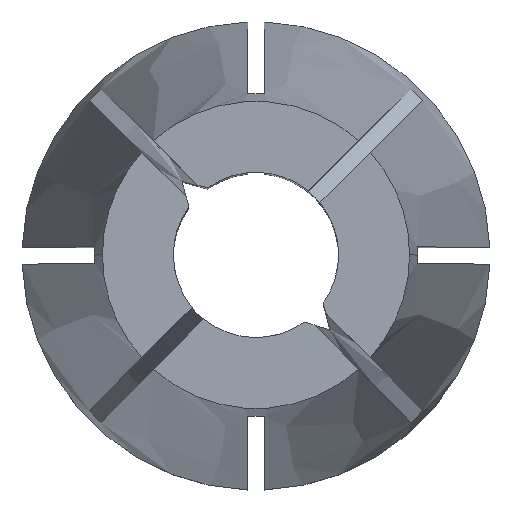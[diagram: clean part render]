
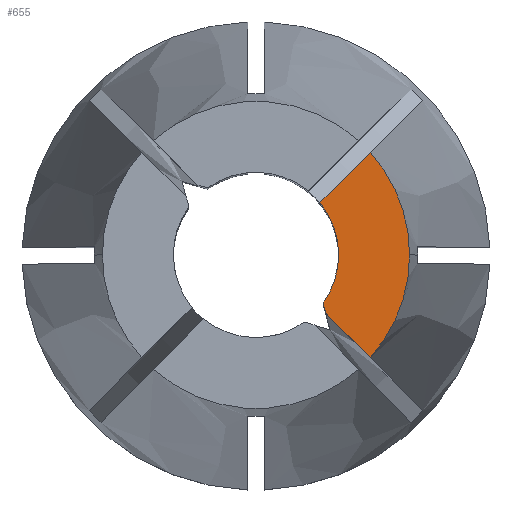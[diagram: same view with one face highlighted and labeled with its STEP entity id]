
A CAD part, top view. The second image highlights one B-rep face of the part: STEP entity #655.
In plain terms, the highlighted planar face has unit normal (0, 0, 1).
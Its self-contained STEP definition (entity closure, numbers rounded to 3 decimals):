
#30 = ORIENTED_EDGE ( 'NONE', *, *, #626, .F. ) ;
#67 = CARTESIAN_POINT ( 'NONE',  ( 4.15, 3.726, 0. ) ) ;
#81 = ORIENTED_EDGE ( 'NONE', *, *, #1039, .F. ) ;
#105 = CARTESIAN_POINT ( 'NONE',  ( 2.323, 1.899, 0. ) ) ;
#111 = EDGE_CURVE ( 'NONE', #446, #2030, #1085, .T. ) ;
#159 = AXIS2_PLACEMENT_3D ( 'NONE', #1662, #1478, #1466 ) ;
#280 = AXIS2_PLACEMENT_3D ( 'NONE', #1251, #1043, #1627 ) ;
#365 = ORIENTED_EDGE ( 'NONE', *, *, #2146, .F. ) ;
#384 = CIRCLE ( 'NONE', #1848, 5.577 ) ;
#446 = VERTEX_POINT ( 'NONE', #1635 ) ;
#449 = VECTOR ( 'NONE', #2054, 1000. ) ;
#499 = CIRCLE ( 'NONE', #2239, 3. ) ;
#549 = PLANE ( 'NONE',  #1814 ) ;
#598 = VECTOR ( 'NONE', #2252, 1000. ) ;
#626 = EDGE_CURVE ( 'NONE', #2030, #1276, #1239, .T. ) ;
#655 = ADVANCED_FACE ( 'NONE', ( #703 ), #549, .F. ) ;
#692 = VERTEX_POINT ( 'NONE', #67 ) ;
#703 = FACE_OUTER_BOUND ( 'NONE', #792, .T. ) ;
#753 = CARTESIAN_POINT ( 'NONE',  ( 0., 0., 0. ) ) ;
#777 = CARTESIAN_POINT ( 'NONE',  ( 3., 0., 0. ) ) ;
#792 = EDGE_LOOP ( 'NONE', ( #30, #879, #2109, #1424, #1815, #365, #81 ) ) ;
#879 = ORIENTED_EDGE ( 'NONE', *, *, #111, .F. ) ;
#977 = VERTEX_POINT ( 'NONE', #1885 ) ;
#1039 = EDGE_CURVE ( 'NONE', #1276, #2026, #499, .T. ) ;
#1043 = DIRECTION ( 'NONE',  ( 0., 0., 1. ) ) ;
#1053 = DIRECTION ( 'NONE',  ( 0.707, 0.707, 0. ) ) ;
#1068 = DIRECTION ( 'NONE',  ( 1., 0., 0. ) ) ;
#1085 = LINE ( 'NONE', #1581, #598 ) ;
#1148 = EDGE_CURVE ( 'NONE', #1841, #977, #2173, .T. ) ;
#1151 = CARTESIAN_POINT ( 'NONE',  ( 0., 0., 0. ) ) ;
#1156 = DIRECTION ( 'NONE',  ( -1., 0., 0. ) ) ;
#1172 = CARTESIAN_POINT ( 'NONE',  ( 2.436, -1.751, 0. ) ) ;
#1239 = CIRCLE ( 'NONE', #159, 3. ) ;
#1251 = CARTESIAN_POINT ( 'NONE',  ( 0., 0., 0. ) ) ;
#1271 = EDGE_CURVE ( 'NONE', #977, #692, #384, .T. ) ;
#1276 = VERTEX_POINT ( 'NONE', #777 ) ;
#1319 = DIRECTION ( 'NONE',  ( 0., 0., 1. ) ) ;
#1352 = LINE ( 'NONE', #1720, #449 ) ;
#1424 = ORIENTED_EDGE ( 'NONE', *, *, #1148, .T. ) ;
#1431 = EDGE_CURVE ( 'NONE', #1841, #446, #1352, .T. ) ;
#1466 = DIRECTION ( 'NONE',  ( 1., 0., 0. ) ) ;
#1478 = DIRECTION ( 'NONE',  ( 0., 0., 1. ) ) ;
#1490 = VECTOR ( 'NONE', #1053, 1000. ) ;
#1534 = DIRECTION ( 'NONE',  ( 1., 0., 0. ) ) ;
#1581 = CARTESIAN_POINT ( 'NONE',  ( 2.436, -1.751, 0. ) ) ;
#1627 = DIRECTION ( 'NONE',  ( 1., 0., 0. ) ) ;
#1635 = CARTESIAN_POINT ( 'NONE',  ( 2.532, -2.107, 0. ) ) ;
#1644 = DIRECTION ( 'NONE',  ( 0., 0., -1. ) ) ;
#1662 = CARTESIAN_POINT ( 'NONE',  ( 0., 0., 0. ) ) ;
#1693 = DIRECTION ( 'NONE',  ( 0., 0., 1. ) ) ;
#1720 = CARTESIAN_POINT ( 'NONE',  ( 0.212, 0.212, 0. ) ) ;
#1814 = AXIS2_PLACEMENT_3D ( 'NONE', #2185, #1644, #1156 ) ;
#1815 = ORIENTED_EDGE ( 'NONE', *, *, #1271, .T. ) ;
#1841 = VERTEX_POINT ( 'NONE', #2025 ) ;
#1848 = AXIS2_PLACEMENT_3D ( 'NONE', #1151, #1319, #1068 ) ;
#1885 = CARTESIAN_POINT ( 'NONE',  ( 5.577, 0., 0. ) ) ;
#1939 = CARTESIAN_POINT ( 'NONE',  ( 0.212, -0.212, 0. ) ) ;
#2020 = LINE ( 'NONE', #1939, #1490 ) ;
#2025 = CARTESIAN_POINT ( 'NONE',  ( 4.15, -3.726, 0. ) ) ;
#2026 = VERTEX_POINT ( 'NONE', #105 ) ;
#2030 = VERTEX_POINT ( 'NONE', #1172 ) ;
#2054 = DIRECTION ( 'NONE',  ( -0.707, 0.707, 0. ) ) ;
#2109 = ORIENTED_EDGE ( 'NONE', *, *, #1431, .F. ) ;
#2146 = EDGE_CURVE ( 'NONE', #2026, #692, #2020, .T. ) ;
#2173 = CIRCLE ( 'NONE', #280, 5.577 ) ;
#2185 = CARTESIAN_POINT ( 'NONE',  ( 0., 0., 0. ) ) ;
#2239 = AXIS2_PLACEMENT_3D ( 'NONE', #753, #1693, #1534 ) ;
#2252 = DIRECTION ( 'NONE',  ( -0.259, 0.966, 0. ) ) ;
